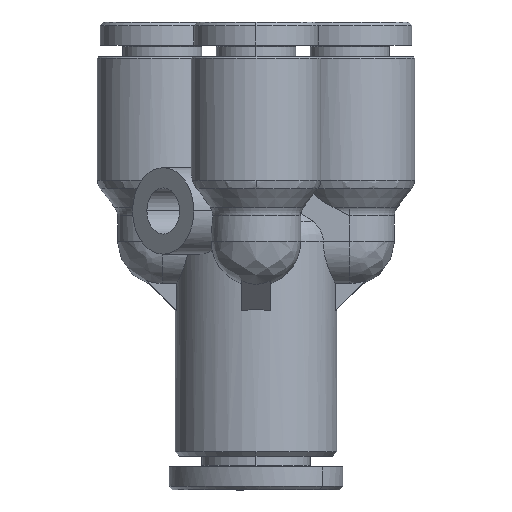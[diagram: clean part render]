
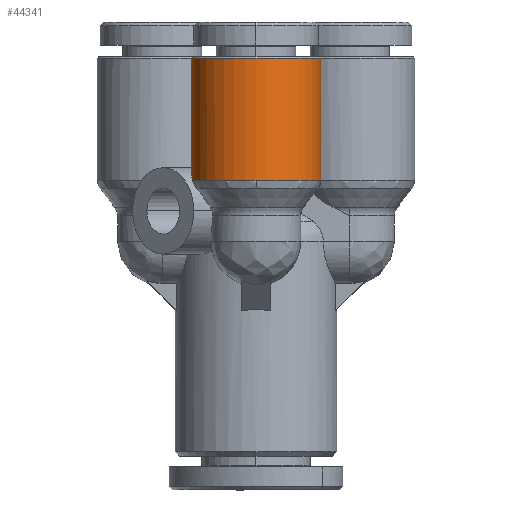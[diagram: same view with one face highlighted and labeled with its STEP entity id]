
A CAD part, left-side view. The second image highlights one B-rep face of the part: STEP entity #44341.
In plain terms, the highlighted cylindrical face has radius 4.5 mm (diameter 9 mm), a partial arc.
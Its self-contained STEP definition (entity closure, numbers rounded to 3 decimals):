
#201 = ORIENTED_EDGE ( 'NONE', *, *, #28672, .T. ) ;
#535 = EDGE_CURVE ( 'NONE', #44041, #11047, #51569, .T. ) ;
#1156 = CARTESIAN_POINT ( 'NONE',  ( 0.825, 4.413, -29.358 ) ) ;
#3170 = VECTOR ( 'NONE', #22162, 1000. ) ;
#3253 = EDGE_CURVE ( 'NONE', #11434, #7227, #29282, .T. ) ;
#4565 = AXIS2_PLACEMENT_3D ( 'NONE', #45072, #31161, #30945 ) ;
#7097 = EDGE_CURVE ( 'NONE', #12103, #44098, #41851, .T. ) ;
#7145 = DIRECTION ( 'NONE',  ( 1., 0., 0. ) ) ;
#7227 = VERTEX_POINT ( 'NONE', #36729 ) ;
#7360 = CARTESIAN_POINT ( 'NONE',  ( -2.682, -4.5, -28.476 ) ) ;
#10181 = EDGE_CURVE ( 'NONE', #10548, #44098, #17817, .T. ) ;
#10548 = VERTEX_POINT ( 'NONE', #22049 ) ;
#11047 = VERTEX_POINT ( 'NONE', #36240 ) ;
#11130 = CARTESIAN_POINT ( 'NONE',  ( 0.606, 4.465, -29.096 ) ) ;
#11434 = VERTEX_POINT ( 'NONE', #15641 ) ;
#11554 = LINE ( 'NONE', #36017, #3170 ) ;
#11647 = DIRECTION ( 'NONE',  ( 0., 1., 0. ) ) ;
#11983 = EDGE_CURVE ( 'NONE', #10548, #44041, #24226, .T. ) ;
#12103 = VERTEX_POINT ( 'NONE', #19622 ) ;
#12367 = AXIS2_PLACEMENT_3D ( 'NONE', #26164, #7145, #11647 ) ;
#12798 = DIRECTION ( 'NONE',  ( 0., 1., 0. ) ) ;
#15641 = CARTESIAN_POINT ( 'NONE',  ( 0.825, 4.413, -29.358 ) ) ;
#16229 = FACE_OUTER_BOUND ( 'NONE', #55852, .T. ) ;
#17817 = LINE ( 'NONE', #7360, #46063 ) ;
#18114 = DIRECTION ( 'NONE',  ( 1., 0., 0. ) ) ;
#19622 = CARTESIAN_POINT ( 'NONE',  ( 0.825, 0., -32.976 ) ) ;
#21011 = CIRCLE ( 'NONE', #50685, 4.5 ) ;
#22049 = CARTESIAN_POINT ( 'NONE',  ( -7.632, -4.5, -28.476 ) ) ;
#22162 = DIRECTION ( 'NONE',  ( 1., 0., 0. ) ) ;
#22495 = CARTESIAN_POINT ( 'NONE',  ( 0.825, 0., -28.476 ) ) ;
#23223 = DIRECTION ( 'NONE',  ( 0., 1., 0. ) ) ;
#23767 = ORIENTED_EDGE ( 'NONE', *, *, #11983, .T. ) ;
#24226 = CIRCLE ( 'NONE', #56622, 4.5 ) ;
#26164 = CARTESIAN_POINT ( 'NONE',  ( -7.632, 0., -28.476 ) ) ;
#26886 = ORIENTED_EDGE ( 'NONE', *, *, #535, .T. ) ;
#28662 = DIRECTION ( 'NONE',  ( 1., 0., 0. ) ) ;
#28672 = EDGE_CURVE ( 'NONE', #11434, #12103, #21011, .T. ) ;
#29282 = B_SPLINE_CURVE_WITH_KNOTS ( 'NONE', 3,
 ( #1156, #11130, #45240, #54388 ),
 .UNSPECIFIED., .F., .F.,
 ( 4, 4 ),
 ( 0., 0.001 ),
 .UNSPECIFIED. ) ;
#30945 = DIRECTION ( 'NONE',  ( 0., 1., 0. ) ) ;
#31161 = DIRECTION ( 'NONE',  ( -1., 0., 0. ) ) ;
#33170 = ORIENTED_EDGE ( 'NONE', *, *, #39041, .T. ) ;
#36017 = CARTESIAN_POINT ( 'NONE',  ( -2.682, 4.5, -28.476 ) ) ;
#36240 = CARTESIAN_POINT ( 'NONE',  ( -7.632, 4.5, -28.476 ) ) ;
#36729 = CARTESIAN_POINT ( 'NONE',  ( 0.322, 4.5, -28.476 ) ) ;
#37487 = CARTESIAN_POINT ( 'NONE',  ( -2.682, 0., -28.476 ) ) ;
#39041 = EDGE_CURVE ( 'NONE', #11047, #7227, #11554, .T. ) ;
#39207 = AXIS2_PLACEMENT_3D ( 'NONE', #37487, #42833, #23223 ) ;
#39657 = ORIENTED_EDGE ( 'NONE', *, *, #7097, .T. ) ;
#41851 = CIRCLE ( 'NONE', #4565, 4.5 ) ;
#41899 = DIRECTION ( 'NONE',  ( -1., 0., 0. ) ) ;
#42833 = DIRECTION ( 'NONE',  ( 1., 0., 0. ) ) ;
#44041 = VERTEX_POINT ( 'NONE', #45415 ) ;
#44098 = VERTEX_POINT ( 'NONE', #50938 ) ;
#44341 = ADVANCED_FACE ( 'NONE', ( #16229 ), #62068, .T. ) ;
#45072 = CARTESIAN_POINT ( 'NONE',  ( 0.825, 0., -28.476 ) ) ;
#45240 = CARTESIAN_POINT ( 'NONE',  ( 0.444, 4.5, -28.798 ) ) ;
#45415 = CARTESIAN_POINT ( 'NONE',  ( -7.632, 0., -32.976 ) ) ;
#46063 = VECTOR ( 'NONE', #28662, 1000. ) ;
#50685 = AXIS2_PLACEMENT_3D ( 'NONE', #22495, #41899, #55927 ) ;
#50938 = CARTESIAN_POINT ( 'NONE',  ( 0.825, -4.5, -28.476 ) ) ;
#51569 = CIRCLE ( 'NONE', #12367, 4.5 ) ;
#54388 = CARTESIAN_POINT ( 'NONE',  ( 0.322, 4.5, -28.476 ) ) ;
#54483 = ORIENTED_EDGE ( 'NONE', *, *, #10181, .F. ) ;
#55852 = EDGE_LOOP ( 'NONE', ( #54483, #23767, #26886, #33170, #57443, #201, #39657 ) ) ;
#55927 = DIRECTION ( 'NONE',  ( 0., 1., 0. ) ) ;
#56622 = AXIS2_PLACEMENT_3D ( 'NONE', #60748, #18114, #12798 ) ;
#57443 = ORIENTED_EDGE ( 'NONE', *, *, #3253, .F. ) ;
#60748 = CARTESIAN_POINT ( 'NONE',  ( -7.632, 0., -28.476 ) ) ;
#62068 = CYLINDRICAL_SURFACE ( 'NONE', #39207, 4.5 ) ;
